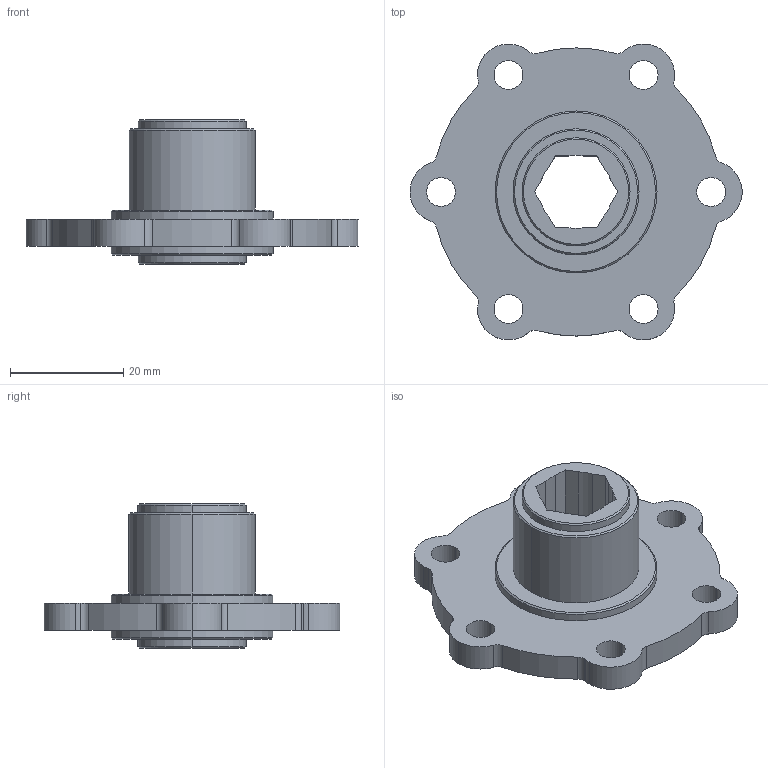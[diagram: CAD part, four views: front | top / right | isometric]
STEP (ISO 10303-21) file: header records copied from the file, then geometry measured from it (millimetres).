
FILE_DESCRIPTION (( 'STEP AP214' ), '1' );
FILE_NAME ('am-4124 500Hex Hub.STEP', '2025-01-07T21:06:10', ( '' ), ( '' ), 'SwSTEP 2.0', 'SolidWorks 2024', '' );
FILE_SCHEMA (( 'AUTOMOTIVE_DESIGN' ));
Length unit declared in the file: inch
Products named in the file (1): am-4124 500Hex Hub
Bounding box: 58.53 x 52.15 x 25.4 mm (x, y, z)
Volume: 14869.4 mm3; surface area: 7777.7 mm2
Topology: 1 solids, 1 shells, 86 faces, 227 edges, 148 vertices
Faces by surface type: cylinder 57, plane 19, cone 10
Entity records: 2770 total; most frequent: DIRECTION 525, CARTESIAN_POINT 462, ORIENTED_EDGE 454, EDGE_CURVE 227, AXIS2_PLACEMENT_3D 211, VERTEX_POINT 148, CIRCLE 124, EDGE_LOOP 105
